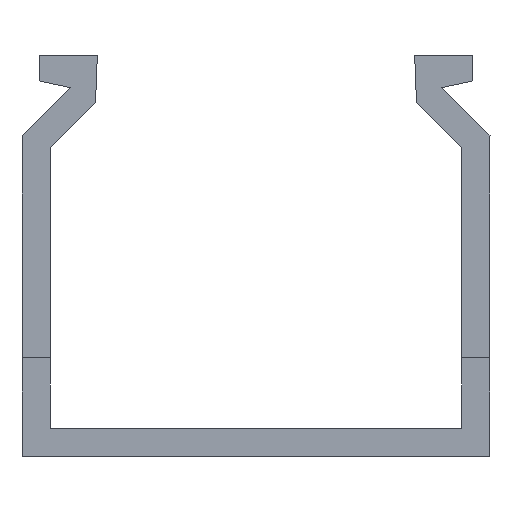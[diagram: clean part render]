
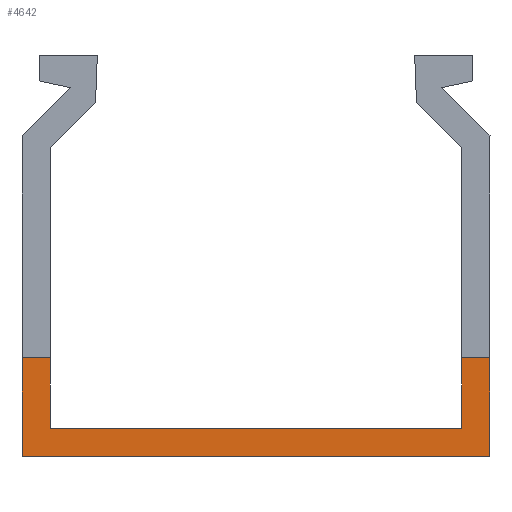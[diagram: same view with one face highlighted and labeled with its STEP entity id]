
A CAD part, front view. The second image highlights one B-rep face of the part: STEP entity #4642.
In plain terms, the highlighted planar face has unit normal (0, -1, 0).
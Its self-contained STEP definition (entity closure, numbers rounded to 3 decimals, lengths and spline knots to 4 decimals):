
#1900=FACE_OUTER_BOUND('',#10198,.T.);
#4642=ADVANCED_FACE('',(#1900),#7384,.F.);
#7384=PLANE('',#59521);
#10198=EDGE_LOOP('',(#36893,#36894,#36895,#36896,#36897,#36898,#36899,#36900));
#11239=LINE('',#74511,#19319);
#11313=LINE('',#74800,#19393);
#16790=LINE('',#86112,#24870);
#17673=LINE('',#87593,#25753);
#17679=LINE('',#87603,#25759);
#18563=LINE('',#89086,#26643);
#18567=LINE('',#89092,#26647);
#18568=LINE('',#89093,#26648);
#19319=VECTOR('',#60632,1.);
#19393=VECTOR('',#60848,1.);
#24870=VECTOR('',#69831,1.);
#25753=VECTOR('',#70728,1.);
#25759=VECTOR('',#70736,1.);
#26643=VECTOR('',#71634,1.);
#26647=VECTOR('',#71642,1.);
#26648=VECTOR('',#71643,1.);
#36893=ORIENTED_EDGE('',*,*,#56783,.T.);
#36894=ORIENTED_EDGE('',*,*,#56787,.T.);
#36895=ORIENTED_EDGE('',*,*,#55899,.F.);
#36896=ORIENTED_EDGE('',*,*,#49497,.F.);
#36897=ORIENTED_EDGE('',*,*,#55893,.T.);
#36898=ORIENTED_EDGE('',*,*,#56788,.T.);
#36899=ORIENTED_EDGE('',*,*,#55010,.F.);
#36900=ORIENTED_EDGE('',*,*,#49353,.F.);
#43873=VERTEX_POINT('',#74512);
#43874=VERTEX_POINT('',#74513);
#44017=VERTEX_POINT('',#74801);
#44018=VERTEX_POINT('',#74802);
#48099=VERTEX_POINT('',#86113);
#48689=VERTEX_POINT('',#87592);
#48693=VERTEX_POINT('',#87604);
#49284=VERTEX_POINT('',#89085);
#49353=EDGE_CURVE('',#43873,#43874,#11239,.T.);
#49497=EDGE_CURVE('',#44017,#44018,#11313,.T.);
#55010=EDGE_CURVE('',#43874,#48099,#16790,.T.);
#55893=EDGE_CURVE('',#44017,#48689,#17673,.T.);
#55899=EDGE_CURVE('',#44018,#48693,#17679,.T.);
#56783=EDGE_CURVE('',#43873,#49284,#18563,.T.);
#56787=EDGE_CURVE('',#49284,#48693,#18567,.T.);
#56788=EDGE_CURVE('',#48689,#48099,#18568,.T.);
#59521=AXIS2_PLACEMENT_3D('',#89094,#71644,#71645);
#60632=DIRECTION('',(1.,0.,0.));
#60848=DIRECTION('',(-1.,0.,0.));
#69831=DIRECTION('',(0.,0.,1.));
#70728=DIRECTION('',(0.,0.,1.));
#70736=DIRECTION('',(0.,0.,1.));
#71634=DIRECTION('',(0.,0.,1.));
#71642=DIRECTION('',(-1.,0.,0.));
#71643=DIRECTION('',(-1.,0.,0.));
#71644=DIRECTION('',(0.,1.,0.));
#71645=DIRECTION('',(0.,0.,1.));
#74511=CARTESIAN_POINT('',(-0.77,0.,0.105));
#74512=CARTESIAN_POINT('',(-0.77,0.,0.105));
#74513=CARTESIAN_POINT('',(0.77,0.,0.105));
#74800=CARTESIAN_POINT('',(0.875,0.,0.));
#74801=CARTESIAN_POINT('',(0.875,0.,0.));
#74802=CARTESIAN_POINT('',(-0.875,0.,0.));
#86112=CARTESIAN_POINT('',(0.77,0.,0.105));
#86113=CARTESIAN_POINT('',(0.77,0.,0.3696));
#87592=CARTESIAN_POINT('',(0.875,0.,0.3696));
#87593=CARTESIAN_POINT('',(0.875,0.,0.));
#87603=CARTESIAN_POINT('',(-0.875,0.,0.));
#87604=CARTESIAN_POINT('',(-0.875,0.,0.3696));
#89085=CARTESIAN_POINT('',(-0.77,0.,0.3696));
#89086=CARTESIAN_POINT('',(-0.77,0.,0.105));
#89092=CARTESIAN_POINT('',(0.8107,0.,0.3697));
#89093=CARTESIAN_POINT('',(0.8107,0.,0.3696));
#89094=CARTESIAN_POINT('',(0.8107,0.,0.105));
